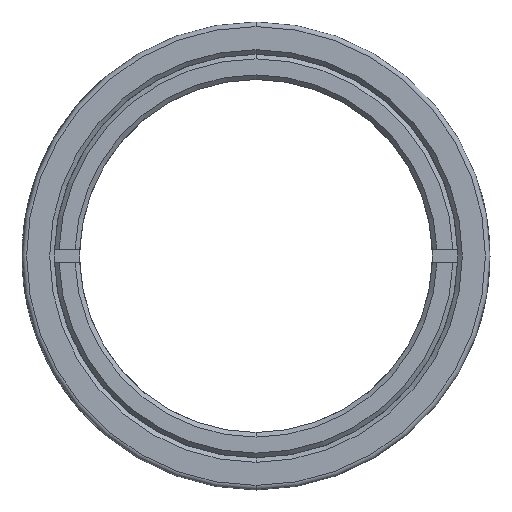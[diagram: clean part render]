
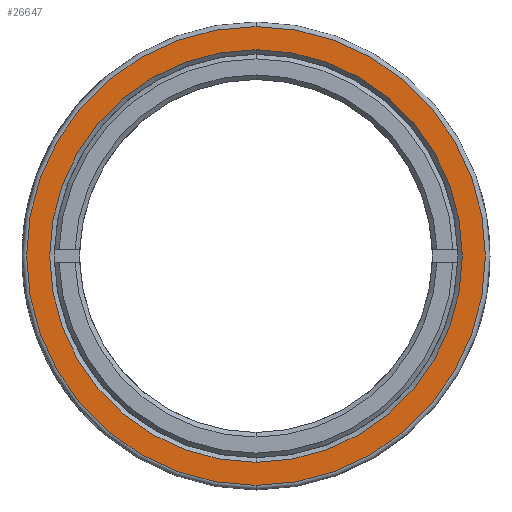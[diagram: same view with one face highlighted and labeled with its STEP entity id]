
A CAD part, front view. The second image highlights one B-rep face of the part: STEP entity #26647.
In plain terms, the highlighted planar face has unit normal (0, -1, 0).
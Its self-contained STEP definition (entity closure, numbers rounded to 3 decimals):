
#1153 = CIRCLE ( 'NONE', #23107, 14.95 ) ;
#1292 = DIRECTION ( 'NONE',  ( 0., 1., 0. ) ) ;
#1662 = CARTESIAN_POINT ( 'NONE',  ( 15.419, 15.237, 18.209 ) ) ;
#2419 = ORIENTED_EDGE ( 'NONE', *, *, #12698, .T. ) ;
#3124 = EDGE_LOOP ( 'NONE', ( #6613, #2419 ) ) ;
#3148 = CIRCLE ( 'NONE', #19380, 14.95 ) ;
#3514 = PLANE ( 'NONE',  #11609 ) ;
#3818 = FACE_BOUND ( 'NONE', #3124, .T. ) ;
#4039 = DIRECTION ( 'NONE',  ( 0., 1., 0. ) ) ;
#4481 = DIRECTION ( 'NONE',  ( 0., 0., 1. ) ) ;
#5446 = AXIS2_PLACEMENT_3D ( 'NONE', #21362, #28507, #14806 ) ;
#5449 = CARTESIAN_POINT ( 'NONE',  ( 15.419, 15.237, 18.209 ) ) ;
#6419 = DIRECTION ( 'NONE',  ( 0., 0., 1. ) ) ;
#6613 = ORIENTED_EDGE ( 'NONE', *, *, #27937, .T. ) ;
#8292 = DIRECTION ( 'NONE',  ( 0., 0., 1. ) ) ;
#10367 = DIRECTION ( 'NONE',  ( 1., 0., 0. ) ) ;
#10741 = DIRECTION ( 'NONE',  ( 0., -1., 0. ) ) ;
#10893 = VERTEX_POINT ( 'NONE', #28013 ) ;
#11609 = AXIS2_PLACEMENT_3D ( 'NONE', #14995, #1292, #10367 ) ;
#12677 = CARTESIAN_POINT ( 'NONE',  ( 15.419, 15.237, 18.209 ) ) ;
#12698 = EDGE_CURVE ( 'NONE', #23089, #10893, #21436, .T. ) ;
#12751 = DIRECTION ( 'NONE',  ( 0., -1., 0. ) ) ;
#14778 = AXIS2_PLACEMENT_3D ( 'NONE', #12677, #4039, #6419 ) ;
#14806 = DIRECTION ( 'NONE',  ( 0., 0., 1. ) ) ;
#14995 = CARTESIAN_POINT ( 'NONE',  ( 15.419, 15.237, 18.209 ) ) ;
#16388 = CIRCLE ( 'NONE', #5446, 13.445 ) ;
#17193 = CARTESIAN_POINT ( 'NONE',  ( 15.419, 15.237, 3.259 ) ) ;
#18214 = ORIENTED_EDGE ( 'NONE', *, *, #22903, .T. ) ;
#19380 = AXIS2_PLACEMENT_3D ( 'NONE', #5449, #12751, #8292 ) ;
#21305 = ORIENTED_EDGE ( 'NONE', *, *, #25114, .T. ) ;
#21362 = CARTESIAN_POINT ( 'NONE',  ( 15.419, 15.237, 18.209 ) ) ;
#21436 = CIRCLE ( 'NONE', #14778, 13.445 ) ;
#22271 = VERTEX_POINT ( 'NONE', #17193 ) ;
#22903 = EDGE_CURVE ( 'NONE', #22271, #28692, #3148, .T. ) ;
#23089 = VERTEX_POINT ( 'NONE', #26758 ) ;
#23107 = AXIS2_PLACEMENT_3D ( 'NONE', #1662, #10741, #4481 ) ;
#23931 = FACE_OUTER_BOUND ( 'NONE', #26199, .T. ) ;
#24400 = CARTESIAN_POINT ( 'NONE',  ( 15.419, 15.237, 33.159 ) ) ;
#25114 = EDGE_CURVE ( 'NONE', #28692, #22271, #1153, .T. ) ;
#26199 = EDGE_LOOP ( 'NONE', ( #21305, #18214 ) ) ;
#26647 = ADVANCED_FACE ( 'NONE', ( #3818, #23931 ), #3514, .F. ) ;
#26758 = CARTESIAN_POINT ( 'NONE',  ( 15.419, 15.237, 31.654 ) ) ;
#27937 = EDGE_CURVE ( 'NONE', #10893, #23089, #16388, .T. ) ;
#28013 = CARTESIAN_POINT ( 'NONE',  ( 15.419, 15.237, 4.764 ) ) ;
#28507 = DIRECTION ( 'NONE',  ( 0., 1., 0. ) ) ;
#28692 = VERTEX_POINT ( 'NONE', #24400 ) ;
